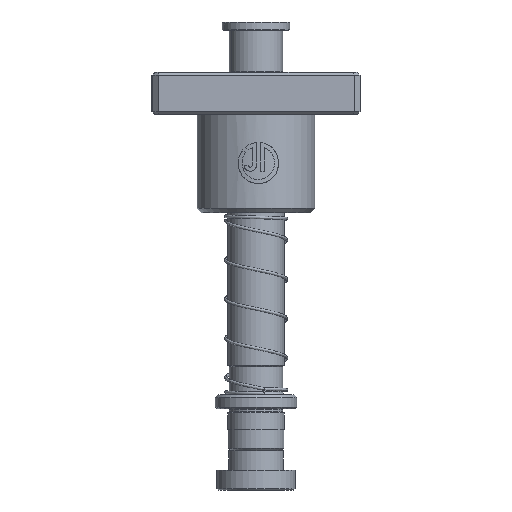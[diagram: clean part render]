
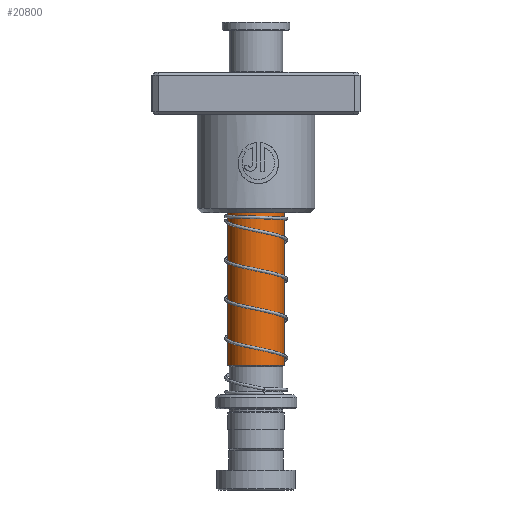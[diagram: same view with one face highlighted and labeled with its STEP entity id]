
A CAD part, front view. The second image highlights one B-rep face of the part: STEP entity #20800.
In plain terms, the highlighted cylindrical face has radius 10.009 mm (diameter 20.018 mm), a partial arc.
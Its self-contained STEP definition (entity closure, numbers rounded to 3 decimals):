
#495 = DIRECTION ( 'NONE',  ( 0., 0., -1. ) ) ;
#1041 = CARTESIAN_POINT ( 'NONE',  ( 0., 0., 30.5 ) ) ;
#1676 = ORIENTED_EDGE ( 'NONE', *, *, #5047, .F. ) ;
#2042 = DIRECTION ( 'NONE',  ( 0., 0., -1. ) ) ;
#2978 = VECTOR ( 'NONE', #15443, 1000. ) ;
#3645 = EDGE_CURVE ( 'NONE', #11049, #32935, #6887, .T. ) ;
#5047 = EDGE_CURVE ( 'NONE', #11049, #25610, #13785, .T. ) ;
#6407 = EDGE_CURVE ( 'NONE', #12120, #25610, #24565, .T. ) ;
#6821 = DIRECTION ( 'NONE',  ( 1., 0., 0. ) ) ;
#6887 = CIRCLE ( 'NONE', #18025, 10.009 ) ;
#7480 = FACE_OUTER_BOUND ( 'NONE', #13510, .T. ) ;
#9490 = ORIENTED_EDGE ( 'NONE', *, *, #6407, .T. ) ;
#9499 = DIRECTION ( 'NONE',  ( 0., 0., -1. ) ) ;
#9655 = CYLINDRICAL_SURFACE ( 'NONE', #29614, 10.009 ) ;
#10796 = CARTESIAN_POINT ( 'NONE',  ( 10.009, 0., 30.5 ) ) ;
#11049 = VERTEX_POINT ( 'NONE', #31593 ) ;
#11137 = CARTESIAN_POINT ( 'NONE',  ( -10.009, 0., 135. ) ) ;
#12120 = VERTEX_POINT ( 'NONE', #16193 ) ;
#12263 = CARTESIAN_POINT ( 'NONE',  ( 0., 0., 133. ) ) ;
#13006 = CARTESIAN_POINT ( 'NONE',  ( 10.009, 0., 135. ) ) ;
#13328 = ORIENTED_EDGE ( 'NONE', *, *, #29542, .T. ) ;
#13510 = EDGE_LOOP ( 'NONE', ( #1676, #27060, #13328, #9490 ) ) ;
#13785 = LINE ( 'NONE', #13006, #2978 ) ;
#14174 = VECTOR ( 'NONE', #495, 1000. ) ;
#15443 = DIRECTION ( 'NONE',  ( 0., 0., -1. ) ) ;
#16092 = DIRECTION ( 'NONE',  ( -1., 0., 0. ) ) ;
#16193 = CARTESIAN_POINT ( 'NONE',  ( -10.009, 0., 30.5 ) ) ;
#16439 = AXIS2_PLACEMENT_3D ( 'NONE', #1041, #20516, #31438 ) ;
#17947 = CARTESIAN_POINT ( 'NONE',  ( -10.009, 0., 133. ) ) ;
#18025 = AXIS2_PLACEMENT_3D ( 'NONE', #12263, #9499, #6821 ) ;
#20516 = DIRECTION ( 'NONE',  ( 0., 0., 1. ) ) ;
#20800 = ADVANCED_FACE ( 'NONE', ( #7480 ), #9655, .T. ) ;
#24565 = CIRCLE ( 'NONE', #16439, 10.009 ) ;
#25610 = VERTEX_POINT ( 'NONE', #10796 ) ;
#27060 = ORIENTED_EDGE ( 'NONE', *, *, #3645, .T. ) ;
#27232 = CARTESIAN_POINT ( 'NONE',  ( 0., 0., 135. ) ) ;
#29381 = LINE ( 'NONE', #11137, #14174 ) ;
#29542 = EDGE_CURVE ( 'NONE', #32935, #12120, #29381, .T. ) ;
#29614 = AXIS2_PLACEMENT_3D ( 'NONE', #27232, #2042, #16092 ) ;
#31438 = DIRECTION ( 'NONE',  ( 1., 0., 0. ) ) ;
#31593 = CARTESIAN_POINT ( 'NONE',  ( 10.009, 0., 133. ) ) ;
#32935 = VERTEX_POINT ( 'NONE', #17947 ) ;
